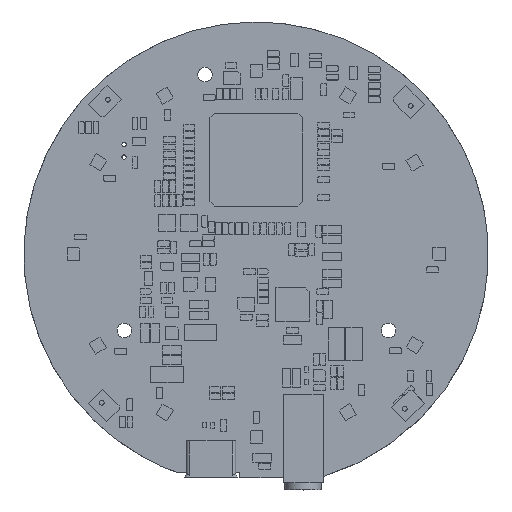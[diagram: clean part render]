
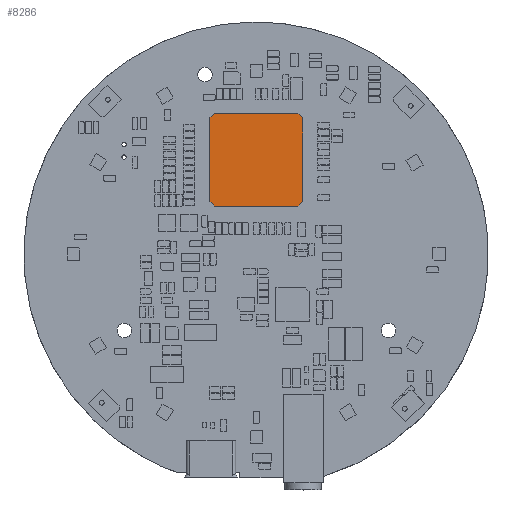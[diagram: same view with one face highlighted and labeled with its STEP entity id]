
A CAD part, top view. The second image highlights one B-rep face of the part: STEP entity #8286.
In plain terms, the highlighted planar face has unit normal (0, 0, 1).
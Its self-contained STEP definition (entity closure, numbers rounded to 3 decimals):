
#6838=FACE_OUTER_BOUND('',#16875,.T.);
#8286=ADVANCED_FACE('',(#6838),#9753,.T.);
#9753=PLANE('',#31937);
#16112=B_SPLINE_CURVE_WITH_KNOTS('',3,(#44455,#44456,#44457,#44458),
 .UNSPECIFIED.,.F.,.F.,(4,4),(0.,1.),.UNSPECIFIED.);
#16113=B_SPLINE_CURVE_WITH_KNOTS('',3,(#44462,#44463,#44464,#44465),
 .UNSPECIFIED.,.F.,.F.,(4,4),(0.,1.),.UNSPECIFIED.);
#16114=B_SPLINE_CURVE_WITH_KNOTS('',3,(#44469,#44470,#44471,#44472),
 .UNSPECIFIED.,.F.,.F.,(4,4),(0.,1.),.UNSPECIFIED.);
#16115=B_SPLINE_CURVE_WITH_KNOTS('',3,(#44476,#44477,#44478,#44479),
 .UNSPECIFIED.,.F.,.F.,(4,4),(0.,1.),.UNSPECIFIED.);
#16116=B_SPLINE_CURVE_WITH_KNOTS('',3,(#44483,#44484,#44485,#44486),
 .UNSPECIFIED.,.F.,.F.,(4,4),(0.,1.),.UNSPECIFIED.);
#16117=B_SPLINE_CURVE_WITH_KNOTS('',3,(#44490,#44491,#44492,#44493),
 .UNSPECIFIED.,.F.,.F.,(4,4),(0.,1.),.UNSPECIFIED.);
#16118=B_SPLINE_CURVE_WITH_KNOTS('',3,(#44497,#44498,#44499,#44500),
 .UNSPECIFIED.,.F.,.F.,(4,4),(0.,1.),.UNSPECIFIED.);
#16119=B_SPLINE_CURVE_WITH_KNOTS('',3,(#44504,#44505,#44506,#44507),
 .UNSPECIFIED.,.F.,.F.,(4,4),(0.,1.),.UNSPECIFIED.);
#16875=EDGE_LOOP('',(#19465,#19466,#19467,#19468,#19469,#19470,#19471,#19472));
#19465=ORIENTED_EDGE('',*,*,#28705,.F.);
#19466=ORIENTED_EDGE('',*,*,#28719,.F.);
#19467=ORIENTED_EDGE('',*,*,#28717,.F.);
#19468=ORIENTED_EDGE('',*,*,#28715,.F.);
#19469=ORIENTED_EDGE('',*,*,#28713,.F.);
#19470=ORIENTED_EDGE('',*,*,#28711,.F.);
#19471=ORIENTED_EDGE('',*,*,#28709,.F.);
#19472=ORIENTED_EDGE('',*,*,#28707,.F.);
#26406=VERTEX_POINT('',#44454);
#26407=VERTEX_POINT('',#44459);
#26408=VERTEX_POINT('',#44466);
#26409=VERTEX_POINT('',#44473);
#26410=VERTEX_POINT('',#44480);
#26411=VERTEX_POINT('',#44487);
#26412=VERTEX_POINT('',#44494);
#26413=VERTEX_POINT('',#44501);
#28705=EDGE_CURVE('',#26406,#26407,#16112,.T.);
#28707=EDGE_CURVE('',#26407,#26408,#16113,.T.);
#28709=EDGE_CURVE('',#26408,#26409,#16114,.T.);
#28711=EDGE_CURVE('',#26409,#26410,#16115,.T.);
#28713=EDGE_CURVE('',#26410,#26411,#16116,.T.);
#28715=EDGE_CURVE('',#26411,#26412,#16117,.T.);
#28717=EDGE_CURVE('',#26412,#26413,#16118,.T.);
#28719=EDGE_CURVE('',#26413,#26406,#16119,.T.);
#31937=AXIS2_PLACEMENT_3D('',#44509,#34396,#34397);
#34396=DIRECTION('',(0.,0.,1.));
#34397=DIRECTION('',(1.,0.,0.));
#44454=CARTESIAN_POINT('',(6.284,21.224,1.1));
#44455=CARTESIAN_POINT('',(6.284,21.224,1.1));
#44456=CARTESIAN_POINT('',(6.524,20.984,1.1));
#44457=CARTESIAN_POINT('',(6.765,20.743,1.1));
#44458=CARTESIAN_POINT('',(7.005,20.503,1.1));
#44459=CARTESIAN_POINT('',(7.005,20.503,1.1));
#44462=CARTESIAN_POINT('',(7.005,20.503,1.1));
#44463=CARTESIAN_POINT('',(7.005,16.317,1.1));
#44464=CARTESIAN_POINT('',(7.005,12.131,1.1));
#44465=CARTESIAN_POINT('',(7.005,7.945,1.1));
#44466=CARTESIAN_POINT('',(7.005,7.945,1.1));
#44469=CARTESIAN_POINT('',(7.005,7.945,1.1));
#44470=CARTESIAN_POINT('',(6.765,7.705,1.1));
#44471=CARTESIAN_POINT('',(6.524,7.464,1.1));
#44472=CARTESIAN_POINT('',(6.284,7.224,1.1));
#44473=CARTESIAN_POINT('',(6.284,7.224,1.1));
#44476=CARTESIAN_POINT('',(6.284,7.224,1.1));
#44477=CARTESIAN_POINT('',(2.098,7.224,1.1));
#44478=CARTESIAN_POINT('',(-2.088,7.224,1.1));
#44479=CARTESIAN_POINT('',(-6.274,7.224,1.1));
#44480=CARTESIAN_POINT('',(-6.274,7.224,1.1));
#44483=CARTESIAN_POINT('',(-6.274,7.224,1.1));
#44484=CARTESIAN_POINT('',(-6.514,7.464,1.1));
#44485=CARTESIAN_POINT('',(-6.755,7.705,1.1));
#44486=CARTESIAN_POINT('',(-6.995,7.945,1.1));
#44487=CARTESIAN_POINT('',(-6.995,7.945,1.1));
#44490=CARTESIAN_POINT('',(-6.995,7.945,1.1));
#44491=CARTESIAN_POINT('',(-6.995,12.131,1.1));
#44492=CARTESIAN_POINT('',(-6.995,16.317,1.1));
#44493=CARTESIAN_POINT('',(-6.995,20.503,1.1));
#44494=CARTESIAN_POINT('',(-6.995,20.503,1.1));
#44497=CARTESIAN_POINT('',(-6.995,20.503,1.1));
#44498=CARTESIAN_POINT('',(-6.755,20.743,1.1));
#44499=CARTESIAN_POINT('',(-6.514,20.984,1.1));
#44500=CARTESIAN_POINT('',(-6.274,21.224,1.1));
#44501=CARTESIAN_POINT('',(-6.274,21.224,1.1));
#44504=CARTESIAN_POINT('',(-6.274,21.224,1.1));
#44505=CARTESIAN_POINT('',(-2.088,21.224,1.1));
#44506=CARTESIAN_POINT('',(2.098,21.224,1.1));
#44507=CARTESIAN_POINT('',(6.284,21.224,1.1));
#44509=CARTESIAN_POINT('',(6.645,20.863,1.1));
